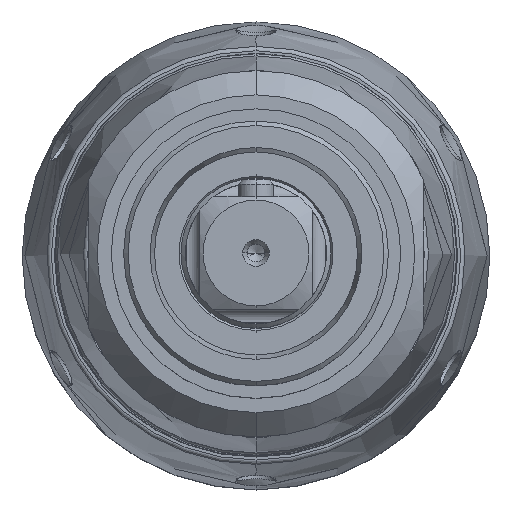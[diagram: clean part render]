
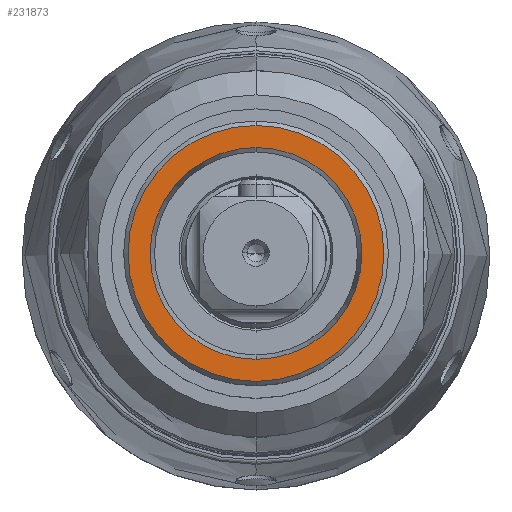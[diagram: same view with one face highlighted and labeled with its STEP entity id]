
A CAD part, top view. The second image highlights one B-rep face of the part: STEP entity #231873.
In plain terms, the highlighted planar face has unit normal (0, 0, 1).
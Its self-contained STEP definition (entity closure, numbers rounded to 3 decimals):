
#230756=CARTESIAN_POINT('',(0.,0.,80.7));
#230757=DIRECTION('',(0.,0.,1.));
#230758=DIRECTION('',(0.,1.,0.));
#230759=AXIS2_PLACEMENT_3D('',#230756,#230757,#230758);
#230786=CARTESIAN_POINT('',(0.,0.,80.7));
#230787=DIRECTION('',(0.,0.,-1.));
#230788=DIRECTION('',(0.,1.,0.));
#230789=AXIS2_PLACEMENT_3D('',#230786,#230787,#230788);
#230794=CARTESIAN_POINT('',(0.,0.,80.7));
#230795=DIRECTION('',(0.,0.,-1.));
#230796=DIRECTION('',(0.,-1.,0.));
#230797=AXIS2_PLACEMENT_3D('',#230794,#230795,#230796);
#230802=CARTESIAN_POINT('',(0.,0.,80.7));
#230803=DIRECTION('',(0.,0.,-1.));
#230804=DIRECTION('',(0.,1.,0.));
#230805=AXIS2_PLACEMENT_3D('',#230802,#230803,#230804);
#231242=CARTESIAN_POINT('',(0.,14.5,80.7));
#231243=CARTESIAN_POINT('',(0.,-14.5,80.7));
#231244=VERTEX_POINT('',#231242);
#231245=VERTEX_POINT('',#231243);
#231290=CARTESIAN_POINT('',(0.,12.,80.7));
#231291=CARTESIAN_POINT('',(0.,-12.,80.7));
#231292=VERTEX_POINT('',#231290);
#231293=VERTEX_POINT('',#231291);
#231857=CARTESIAN_POINT('',(0.,0.,80.7));
#231858=DIRECTION('',(0.,0.,-1.));
#231859=DIRECTION('',(0.,-1.,0.));
#231860=AXIS2_PLACEMENT_3D('',#231857,#231858,#231859);
#231861=PLANE('',#231860);
#231862=ORIENTED_EDGE('',*,*,#231840,.F.);
#231864=ORIENTED_EDGE('',*,*,#231863,.T.);
#231865=EDGE_LOOP('',(#231862,#231864));
#231866=FACE_OUTER_BOUND('',#231865,.F.);
#231868=ORIENTED_EDGE('',*,*,#231867,.F.);
#231870=ORIENTED_EDGE('',*,*,#231869,.F.);
#231871=EDGE_LOOP('',(#231868,#231870));
#231872=FACE_BOUND('',#231871,.F.);
#231873=ADVANCED_FACE('',(#231866,#231872),#231861,.F.);
#230760=CIRCLE('',#230759,14.5);
#230790=CIRCLE('',#230789,12.);
#230798=CIRCLE('',#230797,12.);
#230806=CIRCLE('',#230805,14.5);
#231840=EDGE_CURVE('',#231244,#231245,#230760,.T.);
#231863=EDGE_CURVE('',#231244,#231245,#230806,.T.);
#231867=EDGE_CURVE('',#231292,#231293,#230790,.T.);
#231869=EDGE_CURVE('',#231293,#231292,#230798,.T.);
